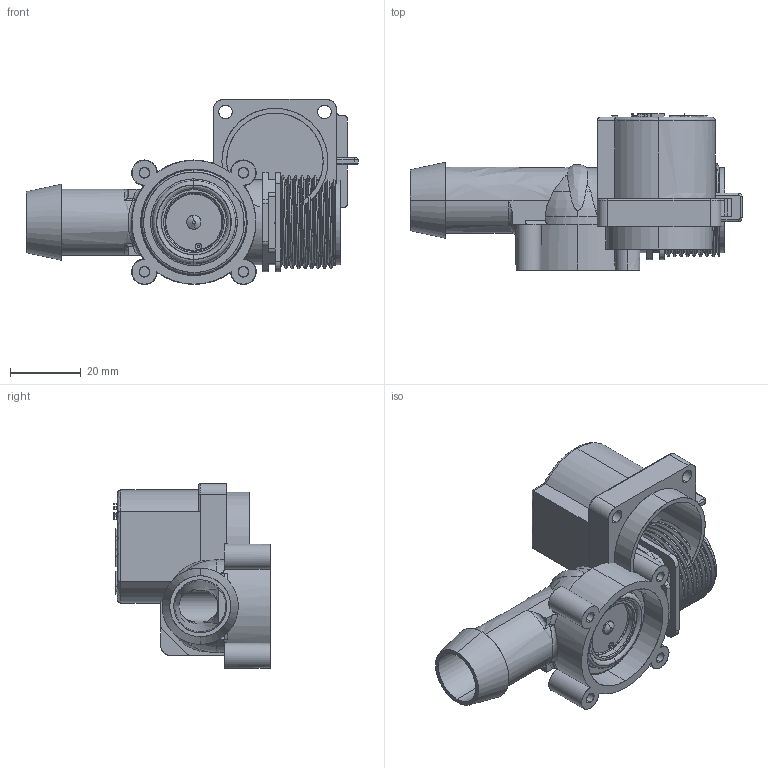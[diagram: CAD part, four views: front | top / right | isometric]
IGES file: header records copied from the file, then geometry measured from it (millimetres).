
Start section: SolidWorks IGES file using analytic representation for surfaces
Global section: file name: Body B assy.IGS; native system: SolidWorks 2008; preprocessor: SolidWorks 2008; author: Peter; date: 090319.152006; units: millimetre
Bounding box: 93.92 x 44.25 x 52.33 mm (x, y, z)
Surface area: 32240.4 mm2 (no closed solid volume)
Topology: 0 solids, 0 shells, 812 faces, 9909 edges, 9667 vertices
Faces by surface type: revolution 470, bspline 342
